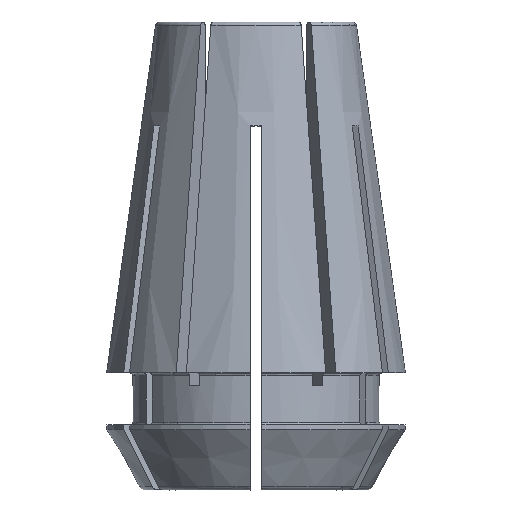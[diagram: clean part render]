
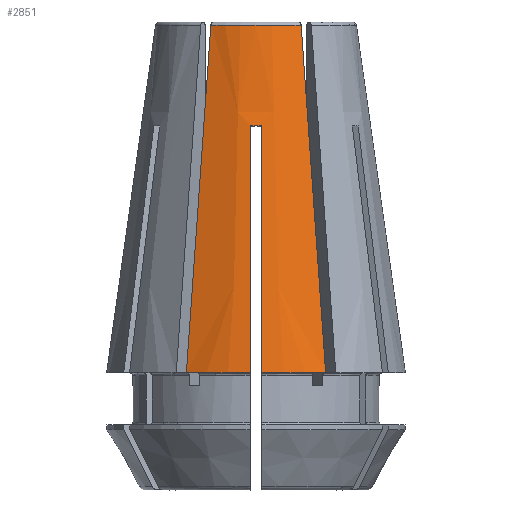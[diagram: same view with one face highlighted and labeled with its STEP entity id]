
A CAD part, front view. The second image highlights one B-rep face of the part: STEP entity #2851.
In plain terms, the highlighted conical face has half-angle 8 degrees and reference radius 5.718 mm.
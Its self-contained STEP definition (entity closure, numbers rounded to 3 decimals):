
#58=CONICAL_SURFACE('',#3106,5.718,0.14);
#520=CIRCLE('',#3036,4.415);
#556=CIRCLE('',#3107,3.871);
#557=CIRCLE('',#3108,5.75);
#558=CIRCLE('',#3109,5.75);
#935=ORIENTED_EDGE('',*,*,#1788,.F.);
#936=ORIENTED_EDGE('',*,*,#1789,.F.);
#937=ORIENTED_EDGE('',*,*,#1790,.T.);
#938=ORIENTED_EDGE('',*,*,#1791,.T.);
#939=ORIENTED_EDGE('',*,*,#1792,.F.);
#940=ORIENTED_EDGE('',*,*,#1671,.T.);
#941=ORIENTED_EDGE('',*,*,#1793,.T.);
#942=ORIENTED_EDGE('',*,*,#1794,.T.);
#1671=EDGE_CURVE('',#2110,#2113,#520,.T.);
#1788=EDGE_CURVE('',#2198,#2199,#2369,.T.);
#1789=EDGE_CURVE('',#2200,#2198,#556,.T.);
#1790=EDGE_CURVE('',#2200,#2201,#2370,.T.);
#1791=EDGE_CURVE('',#2201,#2202,#557,.T.);
#1792=EDGE_CURVE('',#2110,#2202,#2371,.T.);
#1793=EDGE_CURVE('',#2113,#2203,#2372,.T.);
#1794=EDGE_CURVE('',#2203,#2199,#558,.T.);
#2110=VERTEX_POINT('',#4497);
#2113=VERTEX_POINT('',#4503);
#2198=VERTEX_POINT('',#4852);
#2199=VERTEX_POINT('',#4853);
#2200=VERTEX_POINT('',#4855);
#2201=VERTEX_POINT('',#4863);
#2202=VERTEX_POINT('',#4865);
#2203=VERTEX_POINT('',#4886);
#2369=B_SPLINE_CURVE_WITH_KNOTS('',3,(#4845,#4846,#4847,#4848,#4849,#4850,
#4851),.UNSPECIFIED.,.F.,.F.,(4,3,4),(0.,0.007,
0.014),.UNSPECIFIED.);
#2370=B_SPLINE_CURVE_WITH_KNOTS('',3,(#4856,#4857,#4858,#4859,#4860,#4861,
#4862),.UNSPECIFIED.,.F.,.F.,(4,3,4),(0.,0.007,
0.014),.UNSPECIFIED.);
#2371=B_SPLINE_CURVE_WITH_KNOTS('',3,(#4866,#4867,#4868,#4869,#4870,#4871,
#4872,#4873,#4874,#4875),.UNSPECIFIED.,.F.,.F.,(4,3,3,4),(0.007,
0.008,0.016,0.016),
 .UNSPECIFIED.);
#2372=B_SPLINE_CURVE_WITH_KNOTS('',3,(#4876,#4877,#4878,#4879,#4880,#4881,
#4882,#4883,#4884,#4885),.UNSPECIFIED.,.F.,.F.,(4,3,3,4),(0.007,
0.008,0.016,0.016),
 .UNSPECIFIED.);
#2493=EDGE_LOOP('',(#935,#936,#937,#938,#939,#940,#941,#942));
#2651=FACE_BOUND('',#2493,.T.);
#2851=ADVANCED_FACE('',(#2651),#58,.T.);
#3036=AXIS2_PLACEMENT_3D('',#4504,#3471,#3472);
#3106=AXIS2_PLACEMENT_3D('',#4844,#3662,#3663);
#3107=AXIS2_PLACEMENT_3D('',#4854,#3664,#3665);
#3108=AXIS2_PLACEMENT_3D('',#4864,#3666,#3667);
#3109=AXIS2_PLACEMENT_3D('',#4887,#3668,#3669);
#3471=DIRECTION('',(0.,0.,1.));
#3472=DIRECTION('',(1.,0.,0.));
#3662=DIRECTION('',(0.,0.,-1.));
#3663=DIRECTION('',(-1.,0.,0.));
#3664=DIRECTION('',(0.,0.,1.));
#3665=DIRECTION('',(1.,0.,0.));
#3666=DIRECTION('',(0.,0.,1.));
#3667=DIRECTION('',(1.,0.,0.));
#3668=DIRECTION('',(0.,0.,1.));
#3669=DIRECTION('',(1.,0.,0.));
#4497=CARTESIAN_POINT('',(-0.225,-4.409,9.5));
#4503=CARTESIAN_POINT('',(0.225,-4.409,9.5));
#4504=CARTESIAN_POINT('',(0.,0.,9.5));
#4844=CARTESIAN_POINT('',(0.,0.,0.228));
#4845=CARTESIAN_POINT('',(1.737,-3.459,13.371));
#4846=CARTESIAN_POINT('',(1.895,-3.733,11.128));
#4847=CARTESIAN_POINT('',(2.053,-4.006,8.885));
#4848=CARTESIAN_POINT('',(2.211,-4.279,6.642));
#4849=CARTESIAN_POINT('',(2.367,-4.549,4.428));
#4850=CARTESIAN_POINT('',(2.522,-4.819,2.214));
#4851=CARTESIAN_POINT('',(2.678,-5.088,0.));
#4852=CARTESIAN_POINT('',(1.737,-3.459,13.371));
#4853=CARTESIAN_POINT('',(2.678,-5.088,0.));
#4854=CARTESIAN_POINT('',(0.,0.,13.371));
#4855=CARTESIAN_POINT('',(-1.737,-3.459,13.371));
#4856=CARTESIAN_POINT('',(-1.737,-3.459,13.371));
#4857=CARTESIAN_POINT('',(-1.895,-3.733,11.128));
#4858=CARTESIAN_POINT('',(-2.053,-4.006,8.885));
#4859=CARTESIAN_POINT('',(-2.211,-4.279,6.642));
#4860=CARTESIAN_POINT('',(-2.367,-4.549,4.428));
#4861=CARTESIAN_POINT('',(-2.522,-4.819,2.214));
#4862=CARTESIAN_POINT('',(-2.678,-5.088,0.));
#4863=CARTESIAN_POINT('',(-2.678,-5.088,0.));
#4864=CARTESIAN_POINT('',(0.,0.,0.));
#4865=CARTESIAN_POINT('',(-0.225,-5.746,0.));
#4866=CARTESIAN_POINT('',(-0.225,-4.409,9.5));
#4867=CARTESIAN_POINT('',(-0.225,-4.463,9.114));
#4868=CARTESIAN_POINT('',(-0.225,-4.518,8.727));
#4869=CARTESIAN_POINT('',(-0.225,-4.572,8.341));
#4870=CARTESIAN_POINT('',(-0.225,-4.945,5.688));
#4871=CARTESIAN_POINT('',(-0.225,-5.319,3.035));
#4872=CARTESIAN_POINT('',(-0.225,-5.692,0.383));
#4873=CARTESIAN_POINT('',(-0.225,-5.71,0.255));
#4874=CARTESIAN_POINT('',(-0.225,-5.728,0.128));
#4875=CARTESIAN_POINT('',(-0.225,-5.746,0.));
#4876=CARTESIAN_POINT('',(0.225,-4.409,9.5));
#4877=CARTESIAN_POINT('',(0.225,-4.463,9.114));
#4878=CARTESIAN_POINT('',(0.225,-4.518,8.727));
#4879=CARTESIAN_POINT('',(0.225,-4.572,8.341));
#4880=CARTESIAN_POINT('',(0.225,-4.945,5.688));
#4881=CARTESIAN_POINT('',(0.225,-5.319,3.035));
#4882=CARTESIAN_POINT('',(0.225,-5.692,0.383));
#4883=CARTESIAN_POINT('',(0.225,-5.71,0.255));
#4884=CARTESIAN_POINT('',(0.225,-5.728,0.128));
#4885=CARTESIAN_POINT('',(0.225,-5.746,0.));
#4886=CARTESIAN_POINT('',(0.225,-5.746,0.));
#4887=CARTESIAN_POINT('',(0.,0.,0.));
